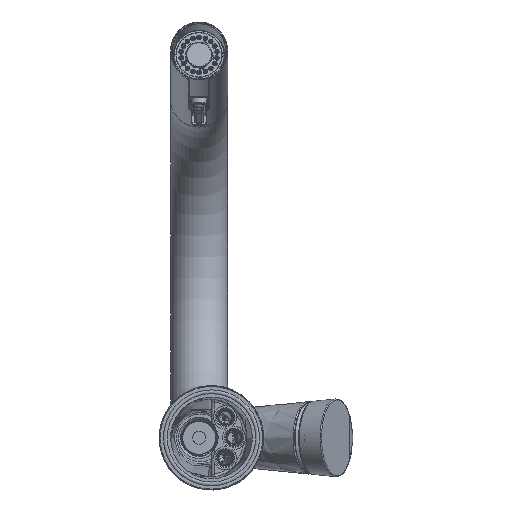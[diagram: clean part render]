
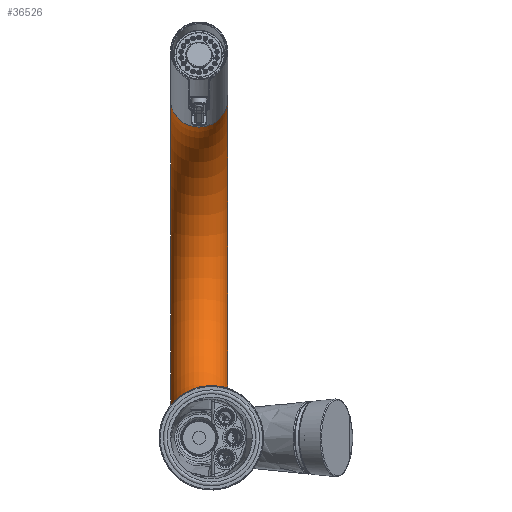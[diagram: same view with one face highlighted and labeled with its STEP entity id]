
A CAD part, front view. The second image highlights one B-rep face of the part: STEP entity #36526.
In plain terms, the highlighted toroidal (fillet/blend) face has major radius 90.5 mm and minor radius 15 mm.
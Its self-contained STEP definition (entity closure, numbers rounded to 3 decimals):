
#500=TOROIDAL_SURFACE('',#39102,90.5,15.);
#5511=FACE_BOUND('',#9791,.T.);
#7473=FACE_OUTER_BOUND('',#9790,.T.);
#9790=EDGE_LOOP('',(#25113));
#9791=EDGE_LOOP('',(#25114));
#12225=CIRCLE('',#39099,15.);
#12226=CIRCLE('',#39101,15.);
#14640=VERTEX_POINT('',#87273);
#14641=VERTEX_POINT('',#87276);
#18530=EDGE_CURVE('',#14640,#14640,#12225,.T.);
#18531=EDGE_CURVE('',#14641,#14641,#12226,.T.);
#25113=ORIENTED_EDGE('',*,*,#18531,.F.);
#25114=ORIENTED_EDGE('',*,*,#18530,.T.);
#36526=ADVANCED_FACE('',(#7473,#5511),#500,.T.);
#39099=AXIS2_PLACEMENT_3D('',#87274,#44302,#44303);
#39101=AXIS2_PLACEMENT_3D('',#87277,#44306,#44307);
#39102=AXIS2_PLACEMENT_3D('',#87278,#44308,#44309);
#44302=DIRECTION('center_axis',(0.,1.,0.));
#44303=DIRECTION('ref_axis',(1.,0.,0.));
#44306=DIRECTION('center_axis',(0.,-0.966,
0.259));
#44307=DIRECTION('ref_axis',(1.,0.,0.));
#44308=DIRECTION('center_axis',(1.,0.,0.));
#44309=DIRECTION('ref_axis',(0.,0.,-1.));
#87273=CARTESIAN_POINT('',(-611.214,796.352,-94.546));
#87274=CARTESIAN_POINT('Origin',(-596.214,796.352,-94.546));
#87276=CARTESIAN_POINT('',(-611.214,819.803,83.362));
#87277=CARTESIAN_POINT('Origin',(-596.214,819.803,83.362));
#87278=CARTESIAN_POINT('Origin',(-596.214,796.352,-4.046));
